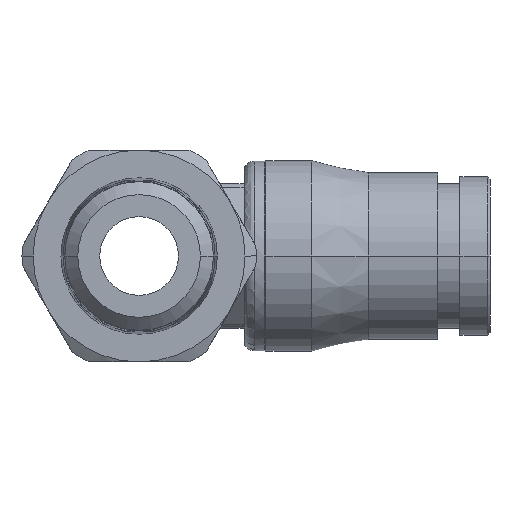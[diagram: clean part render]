
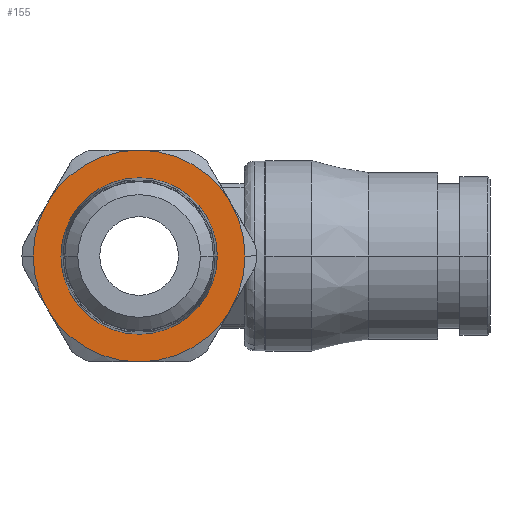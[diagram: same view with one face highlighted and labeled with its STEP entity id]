
A CAD part, left-side view. The second image highlights one B-rep face of the part: STEP entity #155.
In plain terms, the highlighted planar face has unit normal (-1, 0, 0).
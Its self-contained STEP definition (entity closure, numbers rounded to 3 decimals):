
#155=ADVANCED_FACE('',(#474,#475),#476,.T.);
#474=FACE_BOUND('',#891,.T.);
#475=FACE_OUTER_BOUND('',#892,.T.);
#476=PLANE('',#893);
#891=EDGE_LOOP('',(#1897,#1898));
#892=EDGE_LOOP('',(#1899,#1900,#1901,#1902,#1903,#1904,#1905,#1906));
#893=AXIS2_PLACEMENT_3D('',#1907,#1908,#1909);
#1897=ORIENTED_EDGE('',*,*,#2881,.T.);
#1898=ORIENTED_EDGE('',*,*,#3025,.T.);
#1899=ORIENTED_EDGE('',*,*,#3044,.F.);
#1900=ORIENTED_EDGE('',*,*,#3041,.F.);
#1901=ORIENTED_EDGE('',*,*,#3038,.F.);
#1902=ORIENTED_EDGE('',*,*,#3035,.F.);
#1903=ORIENTED_EDGE('',*,*,#2877,.F.);
#1904=ORIENTED_EDGE('',*,*,#3033,.F.);
#1905=ORIENTED_EDGE('',*,*,#3046,.F.);
#1906=ORIENTED_EDGE('',*,*,#2871,.F.);
#1907=CARTESIAN_POINT('',(-62.191,-4.75,0.0));
#1908=DIRECTION('',(-1.0,0.,-0.0));
#1909=DIRECTION('',(0.,1.0,0.0));
#2871=EDGE_CURVE('',#3507,#3510,#3511,.T.);
#2877=EDGE_CURVE('',#3520,#3516,#3522,.T.);
#2881=EDGE_CURVE('',#3524,#3528,#3530,.T.);
#3025=EDGE_CURVE('',#3528,#3524,#3768,.T.);
#3033=EDGE_CURVE('',#3735,#3520,#3779,.T.);
#3035=EDGE_CURVE('',#3516,#3781,#3782,.T.);
#3038=EDGE_CURVE('',#3781,#3785,#3786,.T.);
#3041=EDGE_CURVE('',#3785,#3789,#3790,.T.);
#3044=EDGE_CURVE('',#3789,#3507,#3793,.T.);
#3046=EDGE_CURVE('',#3510,#3735,#3795,.T.);
#3507=VERTEX_POINT('',#4558);
#3510=VERTEX_POINT('',#4562);
#3511=CIRCLE('',#4563,9.5);
#3516=VERTEX_POINT('',#4579);
#3520=VERTEX_POINT('',#4584);
#3522=CIRCLE('',#4597,9.5);
#3524=VERTEX_POINT('',#4599);
#3528=VERTEX_POINT('',#4604);
#3530=CIRCLE('',#4607,7.011);
#3735=VERTEX_POINT('',#5072);
#3768=CIRCLE('',#5153,7.011);
#3779=CIRCLE('',#5164,9.5);
#3781=VERTEX_POINT('',#5177);
#3782=CIRCLE('',#5178,9.5);
#3785=VERTEX_POINT('',#5203);
#3786=CIRCLE('',#5204,9.5);
#3789=VERTEX_POINT('',#5229);
#3790=CIRCLE('',#5230,9.5);
#3793=CIRCLE('',#5255,9.5);
#3795=CIRCLE('',#5268,9.5);
#4558=CARTESIAN_POINT('',(-62.191,-9.5,0.));
#4562=CARTESIAN_POINT('',(-62.191,-8.227,-4.75));
#4563=AXIS2_PLACEMENT_3D('',#6265,#6266,#6267);
#4579=CARTESIAN_POINT('',(-62.191,9.5,0.));
#4584=CARTESIAN_POINT('',(-62.191,8.227,-4.75));
#4597=AXIS2_PLACEMENT_3D('',#6275,#6276,#6277);
#4599=CARTESIAN_POINT('',(-62.191,-7.011,0.0));
#4604=CARTESIAN_POINT('',(-62.191,7.011,0.));
#4607=AXIS2_PLACEMENT_3D('',#6283,#6284,#6285);
#5072=CARTESIAN_POINT('',(-62.191,0.0,-9.5));
#5153=AXIS2_PLACEMENT_3D('',#6535,#6536,#6537);
#5164=AXIS2_PLACEMENT_3D('',#6559,#6560,#6561);
#5177=CARTESIAN_POINT('',(-62.191,8.227,4.75));
#5178=AXIS2_PLACEMENT_3D('',#6562,#6563,#6564);
#5203=CARTESIAN_POINT('',(-62.191,0.,9.5));
#5204=AXIS2_PLACEMENT_3D('',#6565,#6566,#6567);
#5229=CARTESIAN_POINT('',(-62.191,-8.227,4.75));
#5230=AXIS2_PLACEMENT_3D('',#6568,#6569,#6570);
#5255=AXIS2_PLACEMENT_3D('',#6571,#6572,#6573);
#5268=AXIS2_PLACEMENT_3D('',#6574,#6575,#6576);
#6265=CARTESIAN_POINT('',(-62.191,0.0,0.0));
#6266=DIRECTION('',(1.0,0.,0.0));
#6267=DIRECTION('',(0.,-1.0,0.0));
#6275=CARTESIAN_POINT('',(-62.191,0.0,0.0));
#6276=DIRECTION('',(1.0,0.,0.0));
#6277=DIRECTION('',(0.,-1.0,0.0));
#6283=CARTESIAN_POINT('',(-62.191,0.,0.0));
#6284=DIRECTION('',(1.0,0.,0.0));
#6285=DIRECTION('',(0.,-1.0,0.0));
#6535=CARTESIAN_POINT('',(-62.191,0.,0.0));
#6536=DIRECTION('',(1.0,0.,0.0));
#6537=DIRECTION('',(0.,-1.0,0.0));
#6559=CARTESIAN_POINT('',(-62.191,0.0,0.0));
#6560=DIRECTION('',(1.0,0.,0.0));
#6561=DIRECTION('',(0.,-1.0,0.0));
#6562=CARTESIAN_POINT('',(-62.191,0.0,0.0));
#6563=DIRECTION('',(1.0,0.,0.0));
#6564=DIRECTION('',(0.,-1.0,0.0));
#6565=CARTESIAN_POINT('',(-62.191,0.0,0.0));
#6566=DIRECTION('',(1.0,0.,0.0));
#6567=DIRECTION('',(0.,-1.0,0.0));
#6568=CARTESIAN_POINT('',(-62.191,0.0,0.0));
#6569=DIRECTION('',(1.0,0.,0.0));
#6570=DIRECTION('',(0.,-1.0,0.0));
#6571=CARTESIAN_POINT('',(-62.191,0.0,0.0));
#6572=DIRECTION('',(1.0,0.,0.0));
#6573=DIRECTION('',(0.,-1.0,0.0));
#6574=CARTESIAN_POINT('',(-62.191,0.0,0.0));
#6575=DIRECTION('',(1.0,0.,0.0));
#6576=DIRECTION('',(0.,-1.0,0.0));
